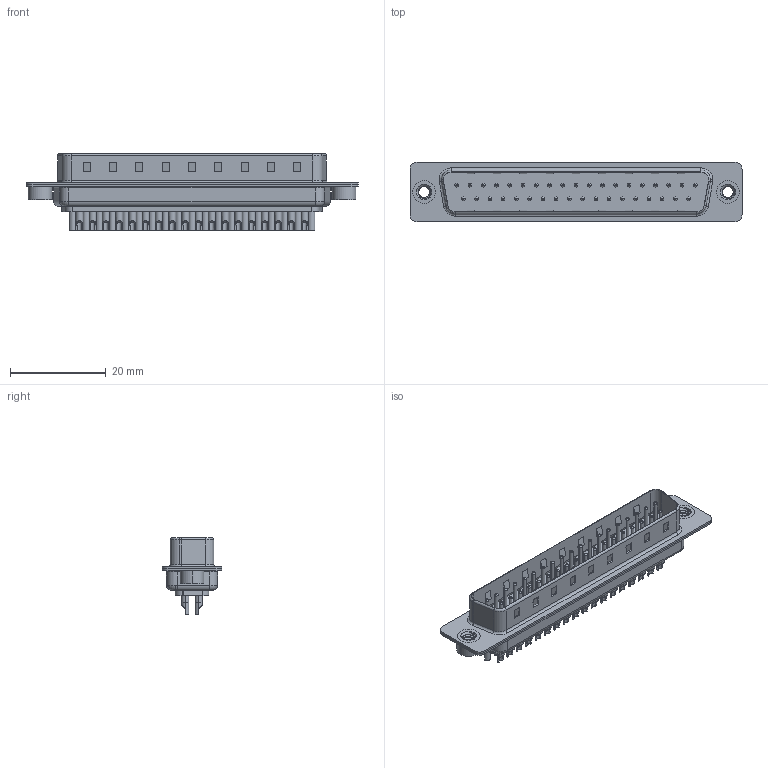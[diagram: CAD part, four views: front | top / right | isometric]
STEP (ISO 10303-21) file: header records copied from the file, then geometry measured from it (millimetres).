
FILE_DESCRIPTION (( 'STEP AP203' ), '1' );
FILE_NAME ('627-M37-322-GN2.STEP', '2021-04-23T15:52:36', ( '' ), ( '' ), 'SwSTEP 2.0', 'SolidWorks 2020', '' );
FILE_SCHEMA (( 'CONFIG_CONTROL_DESIGN' ));
Length unit declared in the file: millimetre
Products named in the file (7): 627M 4-40 Threaded Rivet; 627M Shell Front_37 Contacts; 627M Contact Row 2_22; 627M Housing_37 Contacts; 627M Contact Row 1_22; 627M Shell Rear_37 Contacts; 627-M37-322-GN2
Assembly tree (42 placements, depth 2):
  627-M37-322-GN2
    627M Housing_37 Contacts
    627M Shell Front_37 Contacts
    627M Shell Rear_37 Contacts
    627M Contact Row 1_22  x19
    627M Contact Row 2_22  x18
    627M 4-40 Threaded Rivet  x2
Bounding box: 69.4 x 12.5 x 16.05 mm (x, y, z)
Volume: 3852.5 mm3; surface area: 9616.3 mm2
Topology: 42 solids, 42 shells, 1781 faces, 4165 edges, 2553 vertices
Faces by surface type: cylinder 733, plane 536, torus 420, cone 86, bspline 6
Entity records: 25115 total; most frequent: CARTESIAN_POINT 5291, DIRECTION 4062, ORIENTED_EDGE 3540, EDGE_CURVE 1770, AXIS2_PLACEMENT_3D 1584, VERTEX_POINT 1136, EDGE_LOOP 944, VECTOR 894
